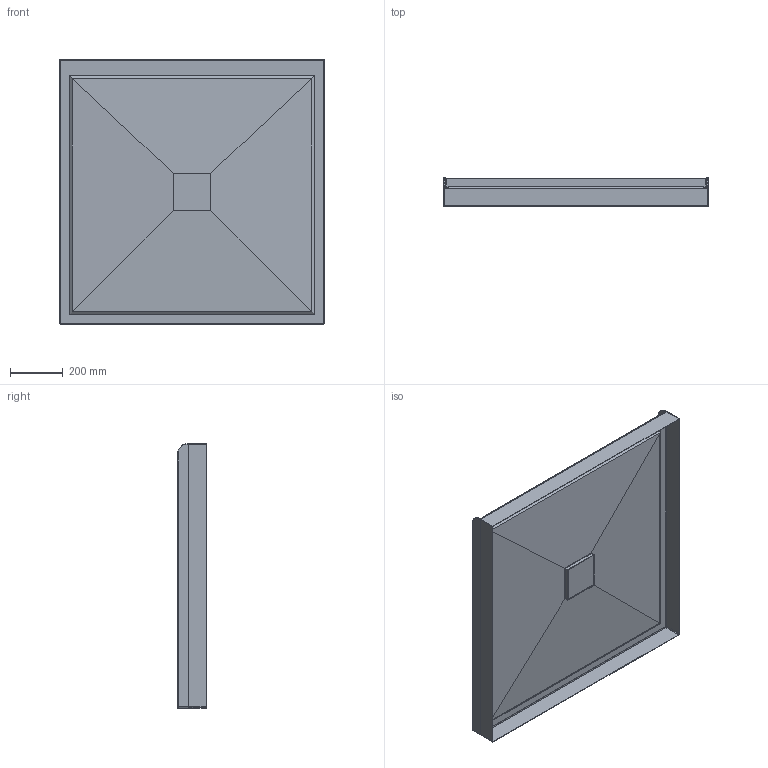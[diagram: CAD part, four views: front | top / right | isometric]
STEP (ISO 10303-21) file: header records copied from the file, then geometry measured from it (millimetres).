
FILE_DESCRIPTION (( 'STEP AP203' ), '1' );
FILE_NAME ('ACP1010-3.STEP', '2025-06-03T03:54:58', ( '' ), ( '' ), 'SwSTEP 2.0', 'SolidWorks 2025', '' );
FILE_SCHEMA (( 'CONFIG_CONTROL_DESIGN' ));
Length unit declared in the file: millimetre
Products named in the file (1): ACP1010-3
Bounding box: 1000 x 107 x 1000 mm (x, y, z)
Surface area: 1988371.7 mm2 (no closed solid volume)
Topology: 0 solids, 4 shells, 145 faces, 351 edges, 216 vertices
Faces by surface type: plane 70, cylinder 43, torus 24, bspline 8
Entity records: 4525 total; most frequent: CARTESIAN_POINT 1035, DIRECTION 735, ORIENTED_EDGE 686, EDGE_CURVE 351, AXIS2_PLACEMENT_3D 256, LINE 223, VECTOR 223, VERTEX_POINT 216
